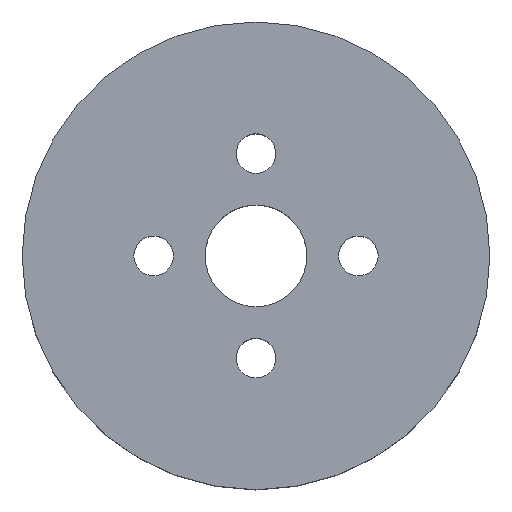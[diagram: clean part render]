
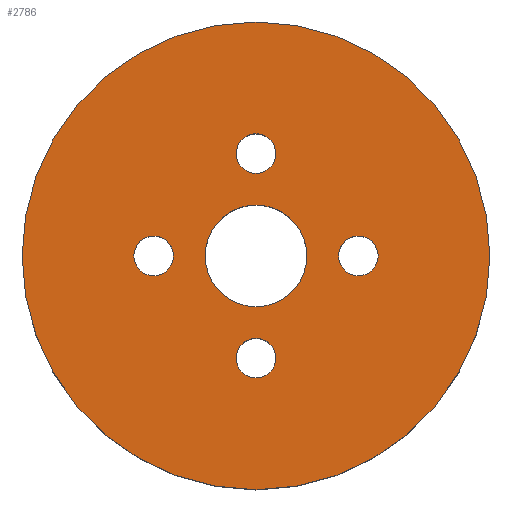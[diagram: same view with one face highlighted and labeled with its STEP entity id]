
A CAD part, top view. The second image highlights one B-rep face of the part: STEP entity #2786.
In plain terms, the highlighted planar face has unit normal (0, 0, 1).
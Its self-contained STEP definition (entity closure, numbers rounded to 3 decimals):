
#18=FACE_BOUND('',#326,.T.);
#19=FACE_BOUND('',#327,.T.);
#20=FACE_BOUND('',#328,.T.);
#21=FACE_BOUND('',#329,.T.);
#22=FACE_BOUND('',#330,.T.);
#30=PLANE('',#3241);
#176=FACE_OUTER_BOUND('',#325,.T.);
#325=EDGE_LOOP('',(#2343));
#326=EDGE_LOOP('',(#2344));
#327=EDGE_LOOP('',(#2345));
#328=EDGE_LOOP('',(#2346));
#329=EDGE_LOOP('',(#2347));
#330=EDGE_LOOP('',(#2348));
#630=CIRCLE('',#2816,4.1);
#631=CIRCLE('',#2818,1.6);
#633=CIRCLE('',#2821,1.6);
#635=CIRCLE('',#2824,1.6);
#637=CIRCLE('',#2827,1.6);
#912=CIRCLE('',#3240,18.863);
#918=VERTEX_POINT('',#4272);
#919=VERTEX_POINT('',#4276);
#921=VERTEX_POINT('',#4282);
#923=VERTEX_POINT('',#4288);
#925=VERTEX_POINT('',#4294);
#1200=VERTEX_POINT('',#5119);
#1207=EDGE_CURVE('',#918,#918,#630,.T.);
#1208=EDGE_CURVE('',#919,#919,#631,.T.);
#1211=EDGE_CURVE('',#921,#921,#633,.T.);
#1214=EDGE_CURVE('',#923,#923,#635,.T.);
#1217=EDGE_CURVE('',#925,#925,#637,.T.);
#1630=EDGE_CURVE('',#1200,#1200,#912,.T.);
#2343=ORIENTED_EDGE('',*,*,#1630,.T.);
#2344=ORIENTED_EDGE('',*,*,#1207,.T.);
#2345=ORIENTED_EDGE('',*,*,#1208,.T.);
#2346=ORIENTED_EDGE('',*,*,#1211,.T.);
#2347=ORIENTED_EDGE('',*,*,#1214,.T.);
#2348=ORIENTED_EDGE('',*,*,#1217,.T.);
#2786=ADVANCED_FACE('',(#176,#18,#19,#20,#21,#22),#30,.T.);
#2816=AXIS2_PLACEMENT_3D('',#4274,#3257,#3258);
#2818=AXIS2_PLACEMENT_3D('',#4277,#3261,#3262);
#2821=AXIS2_PLACEMENT_3D('',#4283,#3268,#3269);
#2824=AXIS2_PLACEMENT_3D('',#4289,#3275,#3276);
#2827=AXIS2_PLACEMENT_3D('',#4295,#3282,#3283);
#3240=AXIS2_PLACEMENT_3D('',#5121,#4246,#4247);
#3241=AXIS2_PLACEMENT_3D('',#5122,#4248,#4249);
#3257=DIRECTION('center_axis',(0.,0.,-1.));
#3258=DIRECTION('ref_axis',(-1.,0.,0.));
#3261=DIRECTION('center_axis',(0.,0.,-1.));
#3262=DIRECTION('ref_axis',(1.,0.,0.));
#3268=DIRECTION('center_axis',(0.,0.,-1.));
#3269=DIRECTION('ref_axis',(1.,0.,0.));
#3275=DIRECTION('center_axis',(0.,0.,-1.));
#3276=DIRECTION('ref_axis',(1.,0.,0.));
#3282=DIRECTION('center_axis',(0.,0.,-1.));
#3283=DIRECTION('ref_axis',(1.,0.,0.));
#4246=DIRECTION('center_axis',(0.,0.,1.));
#4247=DIRECTION('ref_axis',(1.,0.,0.));
#4248=DIRECTION('center_axis',(0.,0.,1.));
#4249=DIRECTION('ref_axis',(1.,0.,0.));
#4272=CARTESIAN_POINT('',(4.1,0.,6.));
#4274=CARTESIAN_POINT('Origin',(0.,0.,6.));
#4276=CARTESIAN_POINT('',(6.65,0.,6.));
#4277=CARTESIAN_POINT('Origin',(8.25,0.,6.));
#4282=CARTESIAN_POINT('',(-9.85,0.,6.));
#4283=CARTESIAN_POINT('Origin',(-8.25,0.,6.));
#4288=CARTESIAN_POINT('',(-1.6,-8.25,6.));
#4289=CARTESIAN_POINT('Origin',(0.,-8.25,6.));
#4294=CARTESIAN_POINT('',(-1.6,8.25,6.));
#4295=CARTESIAN_POINT('Origin',(0.,8.25,6.));
#5119=CARTESIAN_POINT('',(18.863,0.,6.));
#5121=CARTESIAN_POINT('Origin',(0.,0.,6.));
#5122=CARTESIAN_POINT('Origin',(0.,0.,6.));
